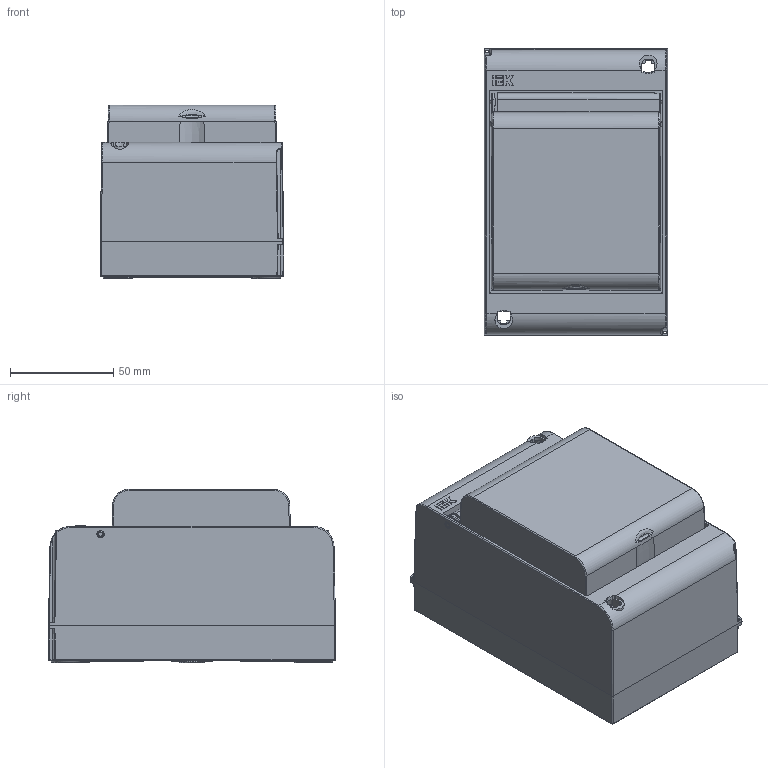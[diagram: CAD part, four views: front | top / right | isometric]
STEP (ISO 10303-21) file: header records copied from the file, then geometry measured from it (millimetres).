
FILE_DESCRIPTION (( 'STEP AP203' ), '1' );
FILE_NAME ('UIM-KP72-N-04-20-K02_UNION Mini Êîðïóñ ïëàñòèê. ÊÌÏí-4 IP30 ÷åðíûé IEK.STEP', '2024-03-27T12:26:30', ( '' ), ( '' ), 'SwSTEP 2.0', 'SolidWorks 2022', '' );
FILE_SCHEMA (( 'CONFIG_CONTROL_DESIGN' ));
Length unit declared in the file: millimetre
Products named in the file (1): UIM-KP72-N-04-20-K02_UNION Mini Корпус пластик. КМПн-4 IP30 черный IEK
Bounding box: 89 x 139 x 84 mm (x, y, z)
Volume: 112688.4 mm3; surface area: 139568.7 mm2
Topology: 3 solids, 3 shells, 1518 faces, 4093 edges, 2641 vertices
Faces by surface type: plane 831, cylinder 299, bspline 194, cone 126, torus 53, sphere 15
Entity records: 55060 total; most frequent: CARTESIAN_POINT 18976, ORIENTED_EDGE 8166, DIRECTION 6560, EDGE_CURVE 4083, VERTEX_POINT 2641, LINE 2624, VECTOR 2624, AXIS2_PLACEMENT_3D 1968
